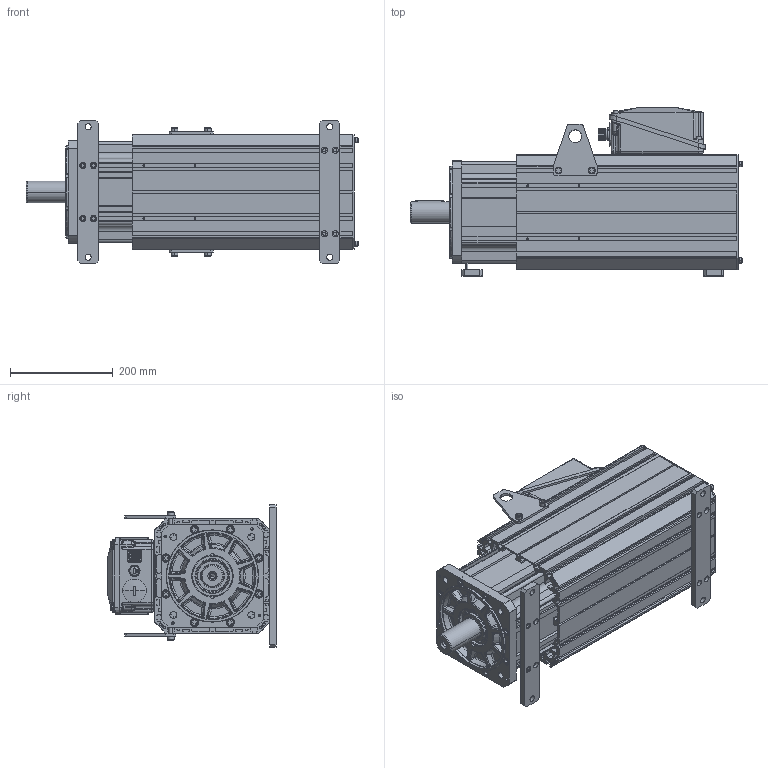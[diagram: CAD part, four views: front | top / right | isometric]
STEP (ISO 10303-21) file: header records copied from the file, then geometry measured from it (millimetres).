
FILE_DESCRIPTION((''),'2;1');
FILE_NAME('69848N-6_SW0001','2020-09-14T',('shenxuxiang'),(''),'PRO/ENGINEER BY PARAMETRIC TECHNOLOGY CORPORATION, 2010430','PRO/ENGINEER BY PARAMETRIC TECHNOLOGY CORPORATION, 2010430','');
FILE_SCHEMA(('CONFIG_CONTROL_DESIGN'));
Products named in the file (1): 69848N-6_SW0001
Bounding box: 647.1 x 327.51 x 278 mm (x, y, z)
Volume: 7498187.6 mm3; surface area: 2488919.9 mm2
Topology: 13 solids, 14 shells, 3047 faces, 7884 edges, 4902 vertices
Faces by surface type: plane 1318, cylinder 874, bspline 382, cone 202, torus 197, sphere 51, extrusion 23
Entity records: 157165 total; most frequent: CARTESIAN_POINT 85002, ORIENTED_EDGE 15672, DIRECTION 14103, EDGE_CURVE 7836, AXIS2_PLACEMENT_3D 4914, VERTEX_POINT 4901, VECTOR 4275, LINE 4252
